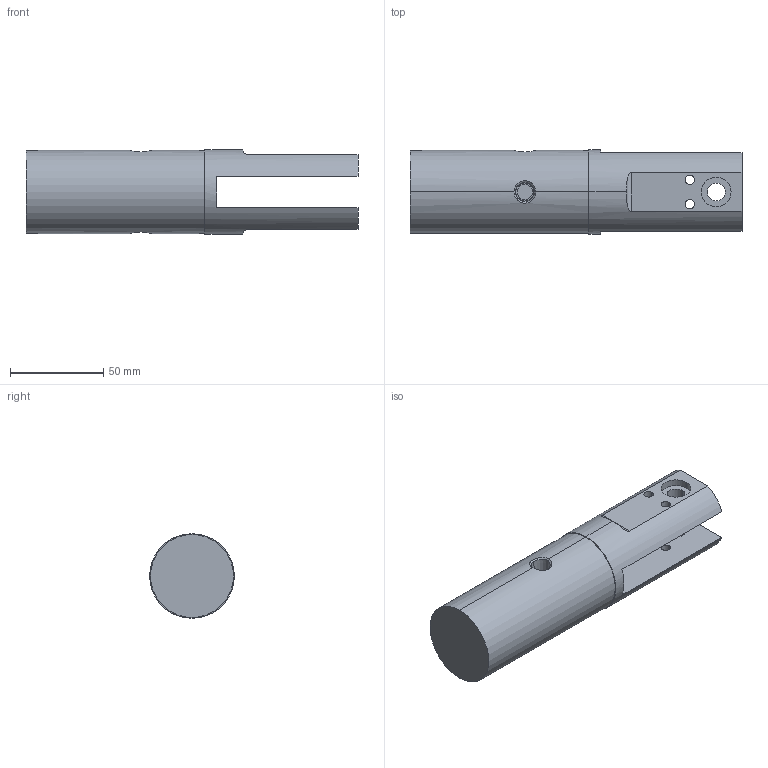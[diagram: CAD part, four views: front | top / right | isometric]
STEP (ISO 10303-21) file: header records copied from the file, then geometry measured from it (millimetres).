
FILE_DESCRIPTION (( 'STEP AP214' ), '1' );
FILE_NAME ('T02 EJER02 Body.STEP', '2022-08-25T01:02:39', ( '' ), ( '' ), 'SwSTEP 2.0', 'SolidWorks 2022', '' );
FILE_SCHEMA (( 'AUTOMOTIVE_DESIGN' ));
Length unit declared in the file: millimetre
Products named in the file (1): T02 EJER02 Body
Bounding box: 177.75 x 45.21 x 45.21 mm (x, y, z)
Volume: 213561.1 mm3; surface area: 33917.3 mm2
Topology: 1 solids, 1 shells, 57 faces, 144 edges, 96 vertices
Faces by surface type: cylinder 28, plane 17, bspline 6, cone 6
Entity records: 2600 total; most frequent: CARTESIAN_POINT 1182, ORIENTED_EDGE 288, DIRECTION 278, EDGE_CURVE 144, AXIS2_PLACEMENT_3D 114, VERTEX_POINT 96, EDGE_LOOP 76, CIRCLE 62
